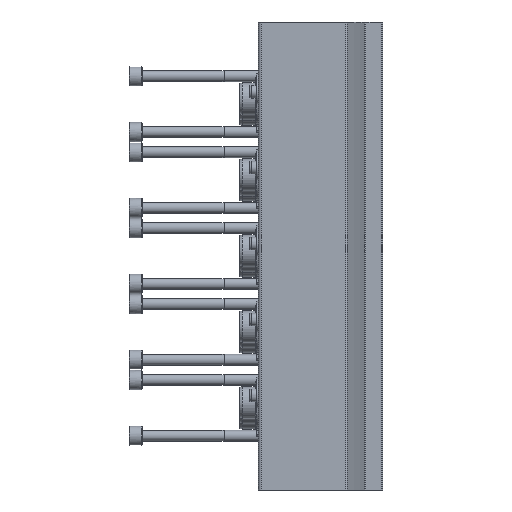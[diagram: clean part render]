
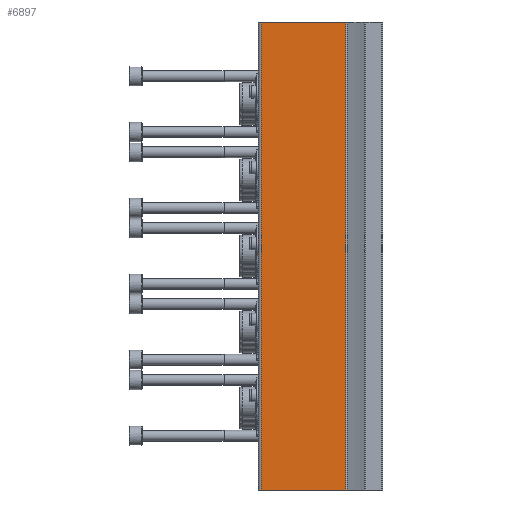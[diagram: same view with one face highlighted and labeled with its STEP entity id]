
A CAD part, left-side view. The second image highlights one B-rep face of the part: STEP entity #6897.
In plain terms, the highlighted planar face has unit normal (-1, 0, 0).
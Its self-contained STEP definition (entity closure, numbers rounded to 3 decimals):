
#261=PLANE('',#7429);
#979=ORIENTED_EDGE('',*,*,#2811,.F.);
#980=ORIENTED_EDGE('',*,*,#2810,.F.);
#981=ORIENTED_EDGE('',*,*,#2812,.T.);
#982=ORIENTED_EDGE('',*,*,#2813,.T.);
#2810=EDGE_CURVE('',#3726,#3724,#4368,.T.);
#2811=EDGE_CURVE('',#3724,#3727,#4369,.T.);
#2812=EDGE_CURVE('',#3726,#3728,#4370,.T.);
#2813=EDGE_CURVE('',#3728,#3727,#4371,.T.);
#3724=VERTEX_POINT('',#10915);
#3726=VERTEX_POINT('',#10919);
#3727=VERTEX_POINT('',#10923);
#3728=VERTEX_POINT('',#10925);
#4368=LINE('',#10920,#4860);
#4369=LINE('',#10922,#4861);
#4370=LINE('',#10924,#4862);
#4371=LINE('',#10926,#4863);
#4860=VECTOR('',#8324,1000.);
#4861=VECTOR('',#8327,1000.);
#4862=VECTOR('',#8328,1000.);
#4863=VECTOR('',#8329,1000.);
#5363=EDGE_LOOP('',(#979,#980,#981,#982));
#6070=FACE_BOUND('',#5363,.T.);
#6897=ADVANCED_FACE('',(#6070),#261,.T.);
#7429=AXIS2_PLACEMENT_3D('',#10921,#8325,#8326);
#8324=DIRECTION('',(0.,0.,1.));
#8325=DIRECTION('',(-1.,0.,0.));
#8326=DIRECTION('',(0.,0.,1.));
#8327=DIRECTION('',(0.,-1.,0.));
#8328=DIRECTION('',(0.,-1.,0.));
#8329=DIRECTION('',(0.,0.,1.));
#10915=CARTESIAN_POINT('',(-63.,44.,0.));
#10919=CARTESIAN_POINT('',(-63.,44.,-169.5));
#10920=CARTESIAN_POINT('',(-63.,44.,-169.5));
#10921=CARTESIAN_POINT('',(-63.,44.,-169.5));
#10922=CARTESIAN_POINT('',(-63.,44.,0.));
#10923=CARTESIAN_POINT('',(-63.,13.354,0.));
#10924=CARTESIAN_POINT('',(-63.,44.,-169.5));
#10925=CARTESIAN_POINT('',(-63.,13.354,-169.5));
#10926=CARTESIAN_POINT('',(-63.,13.354,-169.5));
